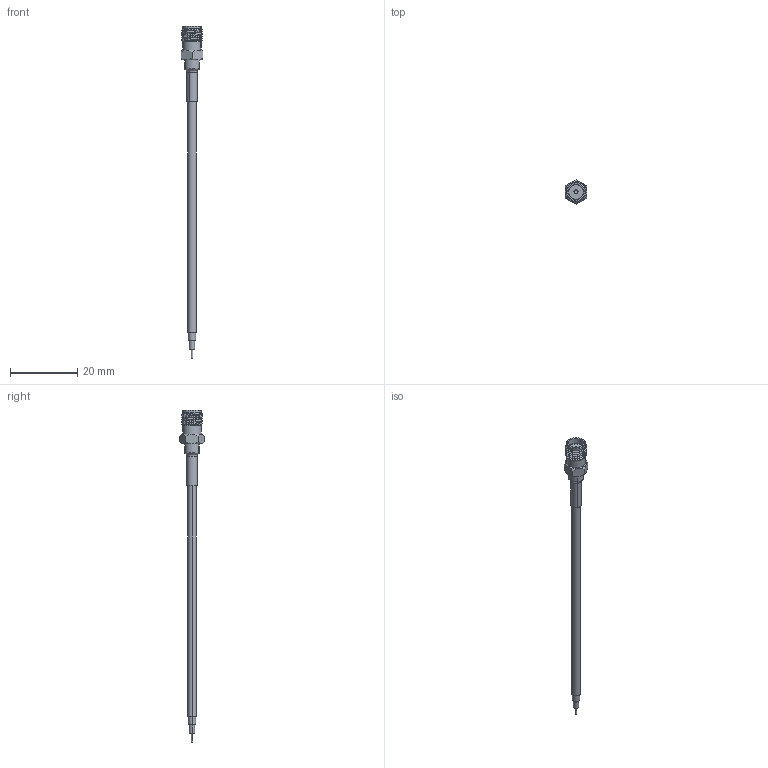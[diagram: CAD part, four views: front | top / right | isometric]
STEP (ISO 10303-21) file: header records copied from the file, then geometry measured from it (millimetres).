
FILE_DESCRIPTION (( 'STEP AP214' ), '1' );
FILE_NAME ('FMCA2400.step', '2021-07-12T16:18:51', ( '' ), ( '' ), 'SwSTEP 2.0', 'SolidWorks 2020', '' );
FILE_SCHEMA (( 'AUTOMOTIVE_DESIGN' ));
Length unit declared in the file: inch
Products named in the file (3): FMCA2400; FMCN1418^FMCA2400_Heat Shrink; FM-SR086TBJ^FMCA2400_Trimmed
Assembly tree (2 placements, depth 2):
  FMCA2400
    FM-SR086TBJ^FMCA2400_Trimmed
    FMCN1418^FMCA2400_Heat Shrink
Bounding box: 6.35 x 7.33 x 98.78 mm (x, y, z)
Volume: 772.4 mm3; surface area: 1189.5 mm2
Topology: 3 solids, 3 shells, 86 faces, 184 edges, 113 vertices
Faces by surface type: cylinder 36, cone 22, plane 21, bspline 5, torus 2
Entity records: 3647 total; most frequent: CARTESIAN_POINT 1762, ORIENTED_EDGE 368, DIRECTION 363, EDGE_CURVE 184, AXIS2_PLACEMENT_3D 157, VERTEX_POINT 113, EDGE_LOOP 95, FACE_OUTER_BOUND 86
